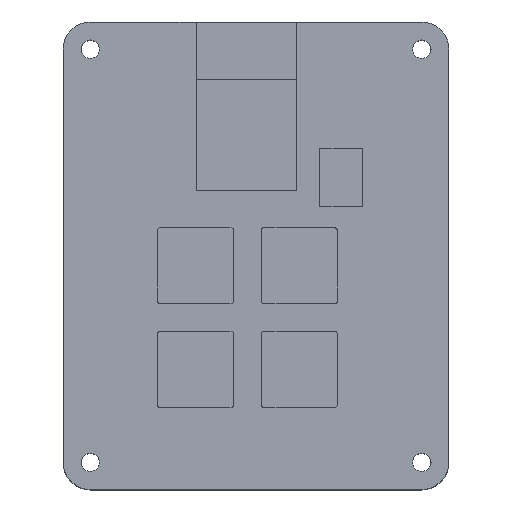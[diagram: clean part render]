
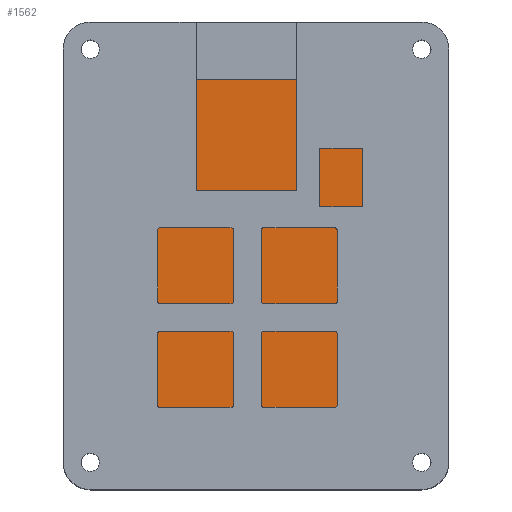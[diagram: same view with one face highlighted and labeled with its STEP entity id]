
A CAD part, top view. The second image highlights one B-rep face of the part: STEP entity #1562.
In plain terms, the highlighted planar face has unit normal (0, 0, 1).
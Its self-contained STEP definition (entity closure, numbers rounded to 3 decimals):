
#56=PLANE('',#1661);
#108=FACE_OUTER_BOUND('',#196,.T.);
#196=EDGE_LOOP('',(#1133,#1134,#1135,#1136));
#326=LINE('',#2355,#482);
#328=LINE('',#2359,#484);
#329=LINE('',#2361,#485);
#330=LINE('',#2362,#486);
#482=VECTOR('',#1877,10.);
#484=VECTOR('',#1881,10.);
#485=VECTOR('',#1882,10.);
#486=VECTOR('',#1883,10.);
#709=VERTEX_POINT('',#2352);
#710=VERTEX_POINT('',#2354);
#711=VERTEX_POINT('',#2358);
#712=VERTEX_POINT('',#2360);
#874=EDGE_CURVE('',#709,#710,#326,.T.);
#876=EDGE_CURVE('',#711,#709,#328,.T.);
#877=EDGE_CURVE('',#712,#711,#329,.T.);
#878=EDGE_CURVE('',#710,#712,#330,.T.);
#1133=ORIENTED_EDGE('',*,*,#876,.F.);
#1134=ORIENTED_EDGE('',*,*,#877,.F.);
#1135=ORIENTED_EDGE('',*,*,#878,.F.);
#1136=ORIENTED_EDGE('',*,*,#874,.F.);
#1562=ADVANCED_FACE('',(#108),#56,.T.);
#1661=AXIS2_PLACEMENT_3D('',#2357,#1879,#1880);
#1877=DIRECTION('',(1.,0.,0.));
#1879=DIRECTION('center_axis',(0.,0.,1.));
#1880=DIRECTION('ref_axis',(0.,-1.,0.));
#1881=DIRECTION('',(0.,1.,0.));
#1882=DIRECTION('',(-1.,0.,0.));
#1883=DIRECTION('',(0.,-1.,0.));
#2352=CARTESIAN_POINT('',(-253.234,26.,20.154));
#2354=CARTESIAN_POINT('',(-202.234,26.,20.154));
#2355=CARTESIAN_POINT('',(-240.484,26.,20.154));
#2357=CARTESIAN_POINT('Origin',(-227.734,-7.,20.154));
#2358=CARTESIAN_POINT('',(-253.234,-40.,20.154));
#2359=CARTESIAN_POINT('',(-253.234,-23.5,20.154));
#2360=CARTESIAN_POINT('',(-202.234,-40.,20.154));
#2361=CARTESIAN_POINT('',(-214.984,-40.,20.154));
#2362=CARTESIAN_POINT('',(-202.234,9.5,20.154));
